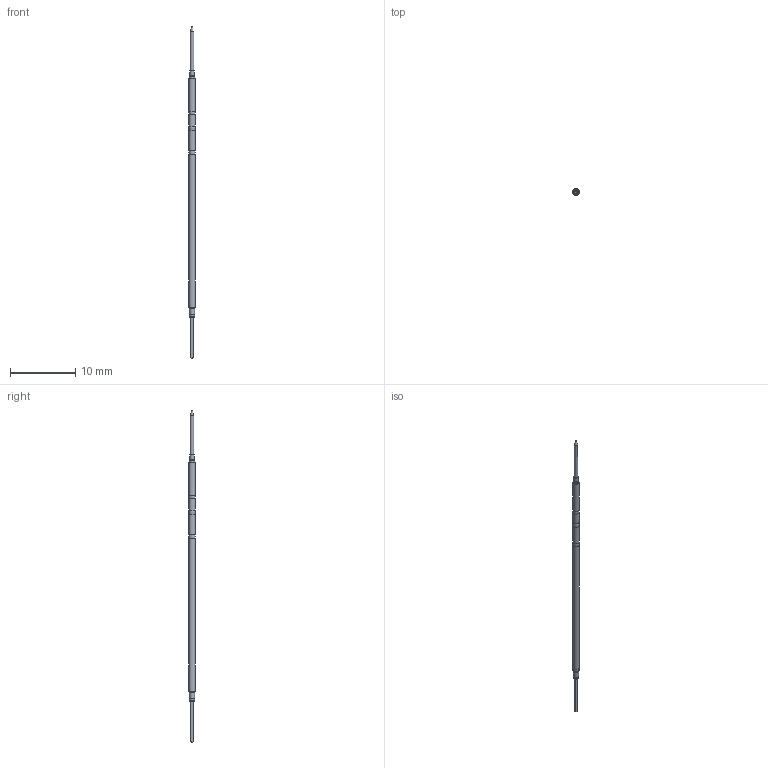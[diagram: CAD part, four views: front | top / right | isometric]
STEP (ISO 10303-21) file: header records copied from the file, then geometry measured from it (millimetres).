
FILE_DESCRIPTION(/* description */ (''),/* implementation_level */ '2;1');
FILE_NAME(/* name */ 'QA_50-PRP2541S.stp',/* time_stamp */ '2016-10-20T11:07:18+02:00',/* author */ ('riccim'),/* organization */ (''),/* preprocessor_version */ 'ST-DEVELOPER v15.5',/* originating_system */ 'AutoCAD Mechanical',/* authorisation */ '');
FILE_SCHEMA (('AUTOMOTIVE_DESIGN { 1 0 10303 214 3 1 1 }'));
Length unit declared in the file: millimetre
Products named in the file (1): Product
Bounding box: 1.05 x 1.05 x 51.01 mm (x, y, z)
Volume: 28.9 mm3; surface area: 307.8 mm2
Topology: 4 solids, 4 shells, 51 faces, 110 edges, 69 vertices
Faces by surface type: plane 18, cylinder 14, bspline 13, cone 4, torus 2
Full cylindrical faces by diameter (mm): 0.533 x1, 0.711 x1, 0.782 x2, 0.79 x1, 0.813 x1, 0.952 x4
Entity records: 1544 total; most frequent: CARTESIAN_POINT 493, DIRECTION 214, ORIENTED_EDGE 186, EDGE_CURVE 93, AXIS2_PLACEMENT_3D 91, EDGE_LOOP 69, VERTEX_POINT 68, CIRCLE 52
